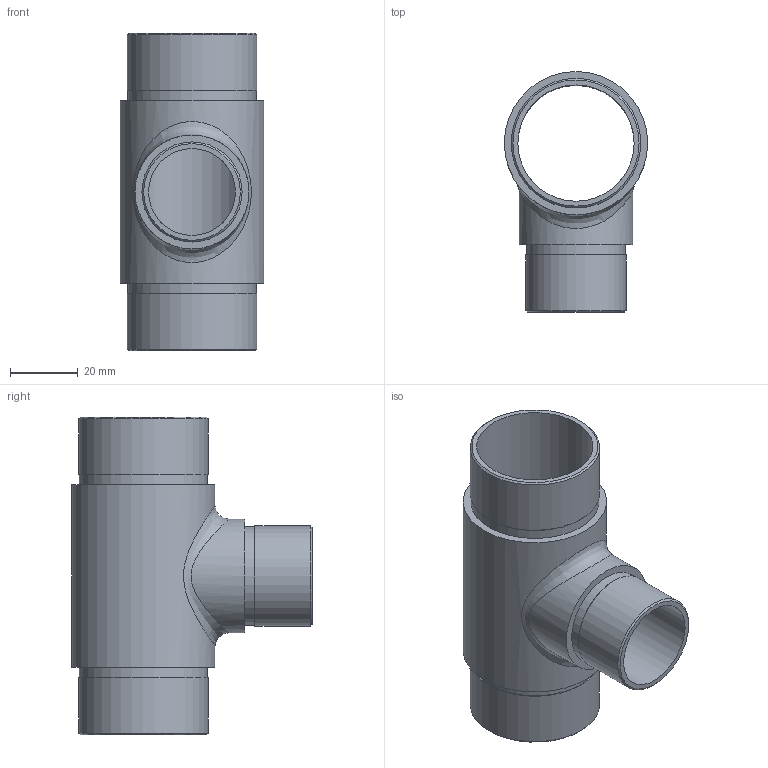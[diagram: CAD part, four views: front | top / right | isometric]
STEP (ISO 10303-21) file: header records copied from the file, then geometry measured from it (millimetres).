
FILE_DESCRIPTION (( 'STEP AP203' ), '1' );
FILE_NAME ('56220-320.STEP', '2020-03-03T07:30:18', ( '' ), ( '' ), 'SwSTEP 2.0', 'SolidWorks 2015', '' );
FILE_SCHEMA (( 'CONFIG_CONTROL_DESIGN' ));
Length unit declared in the file: millimetre
Products named in the file (2): 56220-320
Bounding box: 42.4 x 71.2 x 94 mm (x, y, z)
Volume: 40429.4 mm3; surface area: 27982.6 mm2
Topology: 1 solids, 1 shells, 249 faces, 651 edges, 434 vertices
Faces by surface type: bspline 116, plane 97, cylinder 33, cone 3
Full cylindrical faces by diameter (mm): 25.7 x1, 29.2 x1, 29.6 x1, 33.7 x1, 34.4 x1, 37.9 x2, 38.3 x2, 42.4 x1
Entity records: 13234 total; most frequent: CARTESIAN_POINT 7798, ORIENTED_EDGE 1266, DIRECTION 741, EDGE_CURVE 633, VERTEX_POINT 430, EDGE_LOOP 297, VECTOR 281, LINE 281
